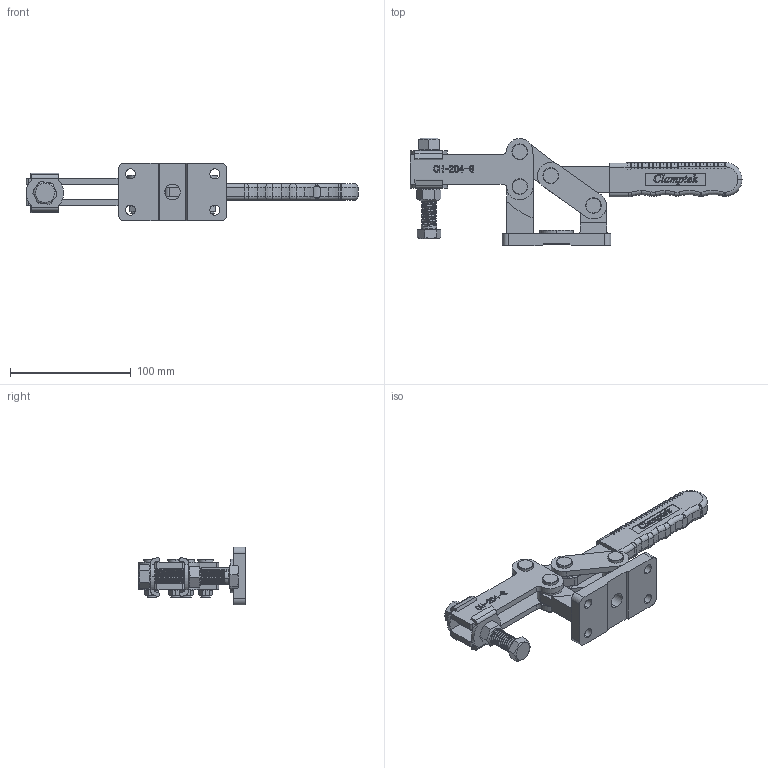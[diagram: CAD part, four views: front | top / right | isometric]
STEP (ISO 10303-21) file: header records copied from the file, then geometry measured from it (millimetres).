
FILE_DESCRIPTION (( 'STEP AP203' ), '1' );
FILE_NAME ('CH-204-G.STEP', '2010-06-04T01:40:59', ( '·L?¥Î?' ), ( '·L?¤¤?' ), 'SwSTEP 2.0', 'SolidWorks 2005179', '' );
FILE_SCHEMA (( 'CONFIG_CONTROL_DESIGN' ));
Length unit declared in the file: millimetre
Products named in the file (14): 204-G-04_??; 201-G-01_??; CH-204-G; 204-G-02_??; 204-GB-04_??; 204-G-03_??; 204-GB-03_??; 204-GB-07_??; M6_??; CH-FC-12130_??; CH-FC-12300-01_??; FW120(2)_??; 204-GB-06_??
Assembly tree (31 placements, depth 3):
  CH-204-G
    204-G-03_??  x4
    M6_??  x4
    CH-FC-12300-01_??  x2
    204-G-02_??  x3
    204-GB-06_??  x8
    204-G-03_??
      204-GB-03_??
      204-GB-07_??
    FW120(2)_??  x2
    CH-FC-12130_??
    201-G-01_??
    204-G-04_??
    204-GB-04_??  x2
Bounding box: 275.35 x 89.25 x 48 mm (x, y, z)
Volume: 183778.4 mm3; surface area: 92115.9 mm2
Topology: 31 solids, 31 shells, 3690 faces, 9754 edges, 6188 vertices
Faces by surface type: plane 1865, cylinder 1166, bspline 442, cone 129, torus 82, sphere 6
Entity records: 95205 total; most frequent: CARTESIAN_POINT 47543, ORIENTED_EDGE 10330, DIRECTION 8330, EDGE_CURVE 5165, VERTEX_POINT 3300, VECTOR 2824, LINE 2824, AXIS2_PLACEMENT_3D 2753
